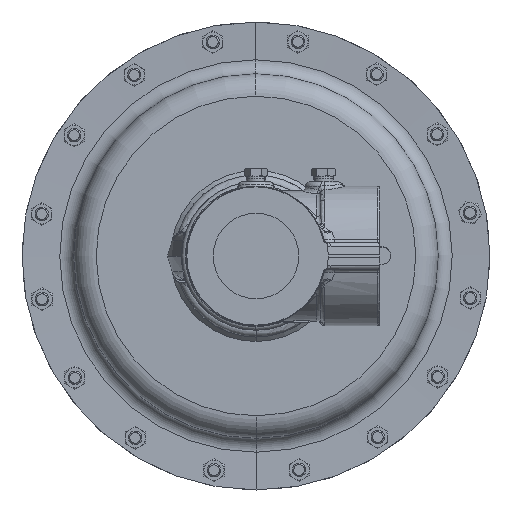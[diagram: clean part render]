
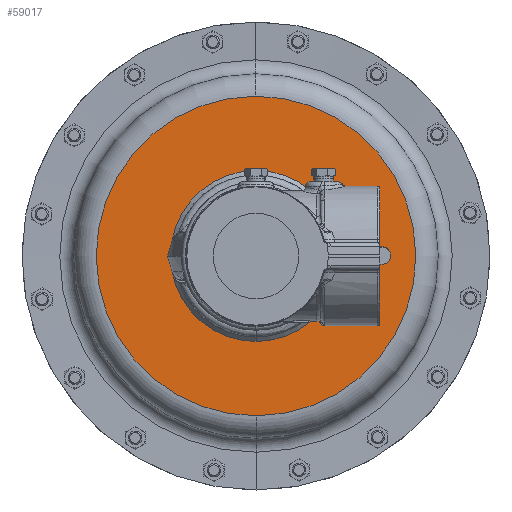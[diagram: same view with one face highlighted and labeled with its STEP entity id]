
A CAD part, front view. The second image highlights one B-rep face of the part: STEP entity #59017.
In plain terms, the highlighted planar face has unit normal (0, -1, 0).
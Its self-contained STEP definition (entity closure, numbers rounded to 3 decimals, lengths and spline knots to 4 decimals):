
#1874 = FACE_BOUND ( 'NONE', #142674, .T. ) ;
#2385 = EDGE_LOOP ( 'NONE', ( #141751, #116106 ) ) ;
#4980 = DIRECTION ( 'NONE',  ( 0., 0., -1. ) ) ;
#5494 = CARTESIAN_POINT ( 'NONE',  ( 0., 5.1341, -2.375 ) ) ;
#8732 = DIRECTION ( 'NONE',  ( 0.003, 0., -1. ) ) ;
#9528 = ORIENTED_EDGE ( 'NONE', *, *, #143237, .F. ) ;
#10523 = CARTESIAN_POINT ( 'NONE',  ( 0.0122, 5.1341, -4.4375 ) ) ;
#13236 = DIRECTION ( 'NONE',  ( 0., 1., 0. ) ) ;
#13384 = VERTEX_POINT ( 'NONE', #62222 ) ;
#13486 = CARTESIAN_POINT ( 'NONE',  ( 0., 5.1341, 0. ) ) ;
#22435 = EDGE_CURVE ( 'NONE', #25696, #13384, #88663, .T. ) ;
#22595 = CARTESIAN_POINT ( 'NONE',  ( 2.016, 5.1341, 0.0055 ) ) ;
#24183 = AXIS2_PLACEMENT_3D ( 'NONE', #22595, #126839, #57556 ) ;
#25131 = DIRECTION ( 'NONE',  ( -0.003, 0., 1. ) ) ;
#25696 = VERTEX_POINT ( 'NONE', #148458 ) ;
#26227 = ORIENTED_EDGE ( 'NONE', *, *, #148499, .F. ) ;
#29598 = AXIS2_PLACEMENT_3D ( 'NONE', #68943, #149858, #80576 ) ;
#30747 = CIRCLE ( 'NONE', #38583, 2.375 ) ;
#38583 = AXIS2_PLACEMENT_3D ( 'NONE', #143595, #74281, #4980 ) ;
#39349 = CIRCLE ( 'NONE', #29598, 2.375 ) ;
#47977 = AXIS2_PLACEMENT_3D ( 'NONE', #13486, #94483, #25131 ) ;
#54371 = CARTESIAN_POINT ( 'NONE',  ( 3.5, 5.1341, 0.0096 ) ) ;
#54452 = CARTESIAN_POINT ( 'NONE',  ( 0., 5.1341, 2.375 ) ) ;
#57556 = DIRECTION ( 'NONE',  ( 0.003, 0., -1. ) ) ;
#58406 = CIRCLE ( 'NONE', #67913, 4.4375 ) ;
#58603 = AXIS2_PLACEMENT_3D ( 'NONE', #147361, #78056, #8732 ) ;
#59017 = ADVANCED_FACE ( 'NONE', ( #1874, #63367, #59755 ), #91958, .T. ) ;
#59755 = FACE_BOUND ( 'NONE', #2385, .T. ) ;
#62222 = CARTESIAN_POINT ( 'NONE',  ( 3.5007, 5.1341, -0.2362 ) ) ;
#63074 = CARTESIAN_POINT ( 'NONE',  ( -0.0122, 5.1341, 4.4375 ) ) ;
#63367 = FACE_OUTER_BOUND ( 'NONE', #104456, .T. ) ;
#65993 = DIRECTION ( 'NONE',  ( 0.003, 0., -1. ) ) ;
#66961 = CIRCLE ( 'NONE', #47977, 4.4375 ) ;
#67913 = AXIS2_PLACEMENT_3D ( 'NONE', #82610, #13236, #94228 ) ;
#68360 = EDGE_CURVE ( 'NONE', #82443, #104357, #39349, .T. ) ;
#68943 = CARTESIAN_POINT ( 'NONE',  ( 0., 5.1341, 0. ) ) ;
#74281 = DIRECTION ( 'NONE',  ( 0., -1., 0. ) ) ;
#75107 = ORIENTED_EDGE ( 'NONE', *, *, #22435, .F. ) ;
#78056 = DIRECTION ( 'NONE',  ( 0., -1., 0. ) ) ;
#80576 = DIRECTION ( 'NONE',  ( 0., 0., -1. ) ) ;
#82443 = VERTEX_POINT ( 'NONE', #54452 ) ;
#82610 = CARTESIAN_POINT ( 'NONE',  ( 0., 5.1341, 0. ) ) ;
#87905 = ORIENTED_EDGE ( 'NONE', *, *, #102649, .F. ) ;
#88663 = CIRCLE ( 'NONE', #93804, 0.2458 ) ;
#91958 = PLANE ( 'NONE',  #24183 ) ;
#93804 = AXIS2_PLACEMENT_3D ( 'NONE', #54371, #135280, #65993 ) ;
#94228 = DIRECTION ( 'NONE',  ( -0.003, 0., 1. ) ) ;
#94483 = DIRECTION ( 'NONE',  ( 0., 1., 0. ) ) ;
#102649 = EDGE_CURVE ( 'NONE', #119841, #125993, #66961, .T. ) ;
#104357 = VERTEX_POINT ( 'NONE', #5494 ) ;
#104456 = EDGE_LOOP ( 'NONE', ( #9528, #87905 ) ) ;
#106353 = CIRCLE ( 'NONE', #58603, 0.2458 ) ;
#116106 = ORIENTED_EDGE ( 'NONE', *, *, #133217, .F. ) ;
#119841 = VERTEX_POINT ( 'NONE', #10523 ) ;
#125993 = VERTEX_POINT ( 'NONE', #63074 ) ;
#126839 = DIRECTION ( 'NONE',  ( 0., -1., 0. ) ) ;
#133217 = EDGE_CURVE ( 'NONE', #104357, #82443, #30747, .T. ) ;
#135280 = DIRECTION ( 'NONE',  ( 0., -1., 0. ) ) ;
#141751 = ORIENTED_EDGE ( 'NONE', *, *, #68360, .F. ) ;
#142674 = EDGE_LOOP ( 'NONE', ( #26227, #75107 ) ) ;
#143237 = EDGE_CURVE ( 'NONE', #125993, #119841, #58406, .T. ) ;
#143595 = CARTESIAN_POINT ( 'NONE',  ( 0., 5.1341, 0. ) ) ;
#147361 = CARTESIAN_POINT ( 'NONE',  ( 3.5, 5.1341, 0.0096 ) ) ;
#148458 = CARTESIAN_POINT ( 'NONE',  ( 3.4993, 5.1341, 0.2555 ) ) ;
#148499 = EDGE_CURVE ( 'NONE', #13384, #25696, #106353, .T. ) ;
#149858 = DIRECTION ( 'NONE',  ( 0., -1., 0. ) ) ;
